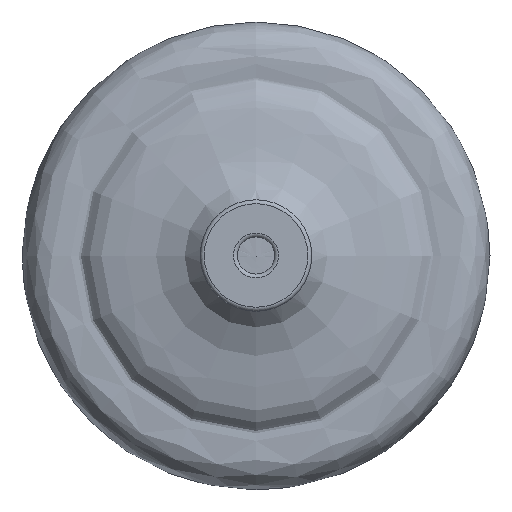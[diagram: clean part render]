
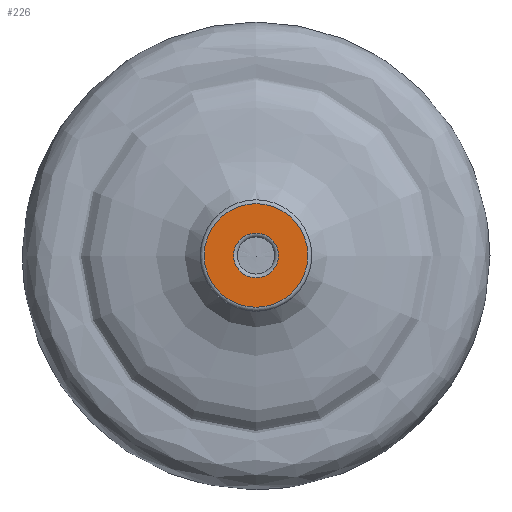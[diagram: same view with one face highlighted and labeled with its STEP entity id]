
A CAD part, top view. The second image highlights one B-rep face of the part: STEP entity #226.
In plain terms, the highlighted planar face has unit normal (0, 0, 1).
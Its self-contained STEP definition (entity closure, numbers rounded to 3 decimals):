
#22=FACE_BOUND('',#67,.T.);
#26=PLANE('',#260);
#50=FACE_OUTER_BOUND('',#66,.T.);
#66=EDGE_LOOP('',(#177));
#67=EDGE_LOOP('',(#178));
#85=CIRCLE('',#261,26.5);
#86=CIRCLE('',#262,11.5);
#112=VERTEX_POINT('',#3590);
#113=VERTEX_POINT('',#3592);
#136=EDGE_CURVE('',#112,#112,#85,.T.);
#137=EDGE_CURVE('',#113,#113,#86,.T.);
#177=ORIENTED_EDGE('',*,*,#136,.F.);
#178=ORIENTED_EDGE('',*,*,#137,.T.);
#226=ADVANCED_FACE('',(#50,#22),#26,.T.);
#260=AXIS2_PLACEMENT_3D('',#3589,#310,#311);
#261=AXIS2_PLACEMENT_3D('',#3591,#312,#313);
#262=AXIS2_PLACEMENT_3D('',#3593,#314,#315);
#310=DIRECTION('center_axis',(0.,0.,1.));
#311=DIRECTION('ref_axis',(1.,0.,0.));
#312=DIRECTION('center_axis',(0.,0.,-1.));
#313=DIRECTION('ref_axis',(1.,0.,0.));
#314=DIRECTION('center_axis',(0.,0.,-1.));
#315=DIRECTION('ref_axis',(1.,0.,0.));
#3589=CARTESIAN_POINT('Origin',(0.,26.5,430.348));
#3590=CARTESIAN_POINT('',(26.5,0.,430.348));
#3591=CARTESIAN_POINT('Origin',(0.,0.,430.348));
#3592=CARTESIAN_POINT('',(11.5,0.,430.348));
#3593=CARTESIAN_POINT('Origin',(0.,0.,430.348));
